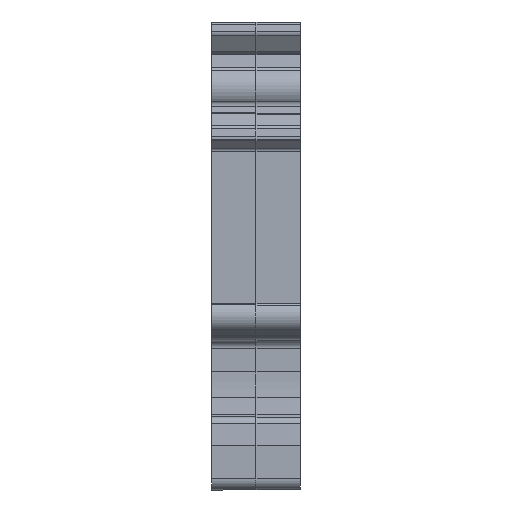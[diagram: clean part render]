
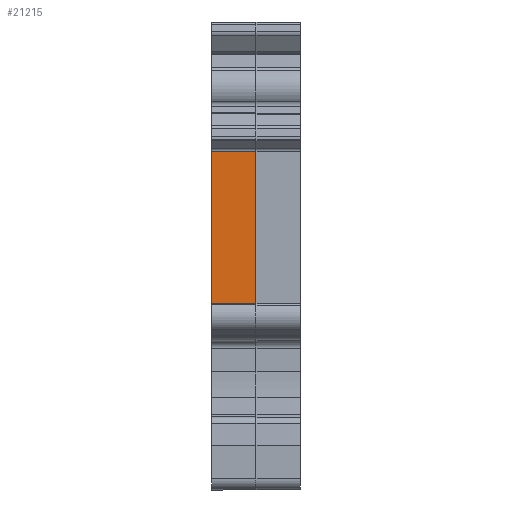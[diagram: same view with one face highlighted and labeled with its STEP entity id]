
A CAD part, left-side view. The second image highlights one B-rep face of the part: STEP entity #21215.
In plain terms, the highlighted planar face has unit normal (-1, 0, 0).
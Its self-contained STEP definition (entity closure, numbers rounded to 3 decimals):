
#932 = ORIENTED_EDGE ( 'NONE', *, *, #20674, .F. ) ;
#2626 = DIRECTION ( 'NONE',  ( 0., 0., -1. ) ) ;
#4915 = EDGE_CURVE ( 'NONE', #24043, #23942, #29720, .T. ) ;
#5509 = CARTESIAN_POINT ( 'NONE',  ( -47.05, 4., 9.575 ) ) ;
#6434 = CARTESIAN_POINT ( 'NONE',  ( -47.05, 7.95, 23.288 ) ) ;
#7082 = AXIS2_PLACEMENT_3D ( 'NONE', #22008, #48490, #22269 ) ;
#7824 = CARTESIAN_POINT ( 'NONE',  ( -47.05, 8., 23.288 ) ) ;
#9500 = ORIENTED_EDGE ( 'NONE', *, *, #31318, .T. ) ;
#9668 = VECTOR ( 'NONE', #2626, 1000. ) ;
#11831 = EDGE_CURVE ( 'NONE', #33430, #24673, #42982, .T. ) ;
#15295 = VECTOR ( 'NONE', #21407, 1000. ) ;
#16475 = ORIENTED_EDGE ( 'NONE', *, *, #4915, .T. ) ;
#17687 = LINE ( 'NONE', #6434, #21385 ) ;
#19033 = CARTESIAN_POINT ( 'NONE',  ( -47.05, 4., 23.288 ) ) ;
#20674 = EDGE_CURVE ( 'NONE', #24043, #33430, #17687, .T. ) ;
#21215 = ADVANCED_FACE ( 'NONE', ( #33621 ), #33130, .T. ) ;
#21385 = VECTOR ( 'NONE', #44920, 1000. ) ;
#21407 = DIRECTION ( 'NONE',  ( 0., -1., 0. ) ) ;
#21667 = LINE ( 'NONE', #49105, #15295 ) ;
#21874 = EDGE_LOOP ( 'NONE', ( #9500, #40165, #932, #16475 ) ) ;
#22008 = CARTESIAN_POINT ( 'NONE',  ( -47.05, 7.95, 23.288 ) ) ;
#22269 = DIRECTION ( 'NONE',  ( 0., 1., 0. ) ) ;
#23942 = VERTEX_POINT ( 'NONE', #42800 ) ;
#24043 = VERTEX_POINT ( 'NONE', #7824 ) ;
#24673 = VERTEX_POINT ( 'NONE', #5509 ) ;
#29217 = CARTESIAN_POINT ( 'NONE',  ( -47.05, 8., 23.288 ) ) ;
#29720 = LINE ( 'NONE', #29217, #9668 ) ;
#31318 = EDGE_CURVE ( 'NONE', #23942, #24673, #21667, .T. ) ;
#31371 = DIRECTION ( 'NONE',  ( 0., 0., -1. ) ) ;
#33130 = PLANE ( 'NONE',  #7082 ) ;
#33430 = VERTEX_POINT ( 'NONE', #43132 ) ;
#33621 = FACE_OUTER_BOUND ( 'NONE', #21874, .T. ) ;
#40165 = ORIENTED_EDGE ( 'NONE', *, *, #11831, .F. ) ;
#41530 = VECTOR ( 'NONE', #31371, 1000. ) ;
#42800 = CARTESIAN_POINT ( 'NONE',  ( -47.05, 8., 9.575 ) ) ;
#42982 = LINE ( 'NONE', #19033, #41530 ) ;
#43132 = CARTESIAN_POINT ( 'NONE',  ( -47.05, 4., 23.288 ) ) ;
#44920 = DIRECTION ( 'NONE',  ( 0., -1., 0. ) ) ;
#48490 = DIRECTION ( 'NONE',  ( -1., 0., 0. ) ) ;
#49105 = CARTESIAN_POINT ( 'NONE',  ( -47.05, 7.95, 9.575 ) ) ;
